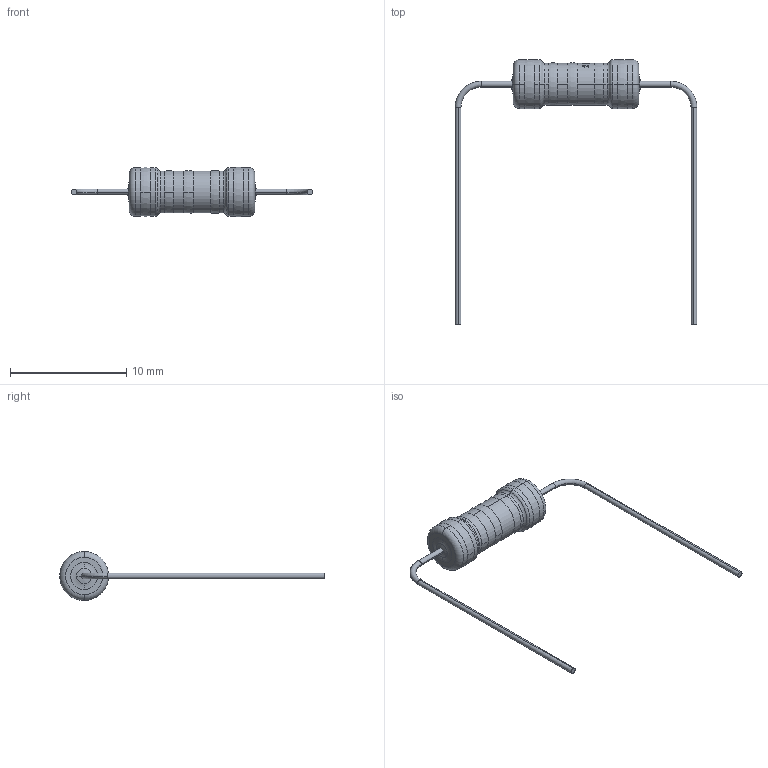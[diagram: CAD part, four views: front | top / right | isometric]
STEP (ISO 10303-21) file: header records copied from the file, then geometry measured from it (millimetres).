
FILE_DESCRIPTION (( 'STEP AP214' ), '1' );
FILE_NAME ('B6E21FAA-947B-4BDF-A7F8-33BB65F5FC9B.STEP', '2023-12-10T15:12:14', ( '' ), ( '' ), 'SwSTEP 2.0', 'SolidWorks 2022', '' );
FILE_SCHEMA (( 'AUTOMOTIVE_DESIGN' ));
Length unit declared in the file: millimetre
Products named in the file (1): B6E21FAA-947B-4BDF-A7F8-33BB65F5FC9B
Bounding box: 20.82 x 22.83 x 4.25 mm (x, y, z)
Volume: 139.9 mm3; surface area: 251.4 mm2
Topology: 2 solids, 2 shells, 66 faces, 187 edges, 133 vertices
Faces by surface type: torus 30, cylinder 28, plane 4, sphere 4
Entity records: 2993 total; most frequent: CARTESIAN_POINT 1040, DIRECTION 384, ORIENTED_EDGE 374, EDGE_CURVE 187, AXIS2_PLACEMENT_3D 181, VERTEX_POINT 133, CIRCLE 114, EDGE_LOOP 74
